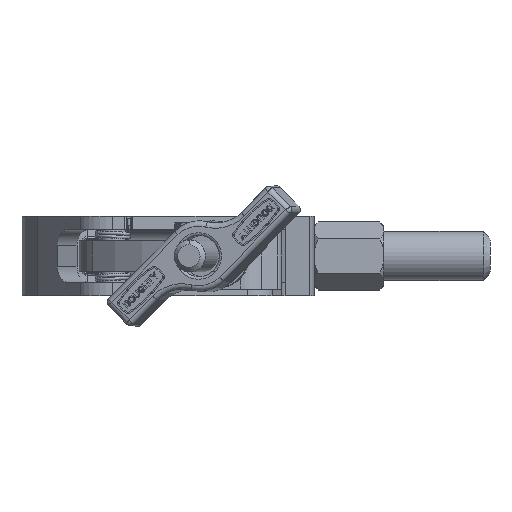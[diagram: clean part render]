
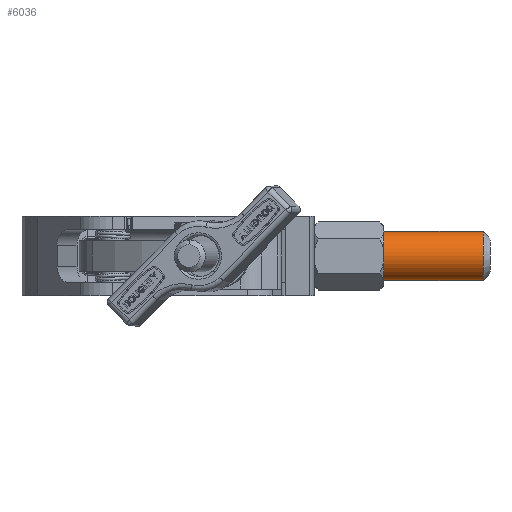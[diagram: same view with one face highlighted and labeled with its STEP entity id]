
A CAD part, left-side view. The second image highlights one B-rep face of the part: STEP entity #6036.
In plain terms, the highlighted cylindrical face has radius 9.25 mm (diameter 18.5 mm), a partial arc.
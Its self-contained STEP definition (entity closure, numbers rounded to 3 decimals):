
#1258 = DIRECTION ( 'NONE',  ( 1., 0., 0. ) ) ;
#2943 = VERTEX_POINT ( 'NONE', #29007 ) ;
#3540 = LINE ( 'NONE', #8527, #29746 ) ;
#4989 = CARTESIAN_POINT ( 'NONE',  ( 0., 0., 66. ) ) ;
#5458 = DIRECTION ( 'NONE',  ( 0., 0., -1. ) ) ;
#5893 = CARTESIAN_POINT ( 'NONE',  ( 9.25, 0., 63.5 ) ) ;
#5930 = DIRECTION ( 'NONE',  ( 1., 0., 0. ) ) ;
#6036 = ADVANCED_FACE ( 'NONE', ( #24022 ), #26376, .T. ) ;
#6060 = EDGE_CURVE ( 'NONE', #2943, #19065, #28195, .T. ) ;
#6499 = VERTEX_POINT ( 'NONE', #5893 ) ;
#6652 = ORIENTED_EDGE ( 'NONE', *, *, #7676, .F. ) ;
#7676 = EDGE_CURVE ( 'NONE', #19334, #19065, #3540, .T. ) ;
#8463 = EDGE_LOOP ( 'NONE', ( #21465, #12255, #21067, #6652 ) ) ;
#8527 = CARTESIAN_POINT ( 'NONE',  ( -9.25, 0., 66. ) ) ;
#8909 = CIRCLE ( 'NONE', #14357, 9.25 ) ;
#8964 = CARTESIAN_POINT ( 'NONE',  ( -9.25, 0., 26. ) ) ;
#10756 = CARTESIAN_POINT ( 'NONE',  ( 0., 0., 26. ) ) ;
#11000 = CARTESIAN_POINT ( 'NONE',  ( 9.25, 0., 66. ) ) ;
#11250 = AXIS2_PLACEMENT_3D ( 'NONE', #10756, #27776, #1258 ) ;
#12255 = ORIENTED_EDGE ( 'NONE', *, *, #15144, .T. ) ;
#14357 = AXIS2_PLACEMENT_3D ( 'NONE', #27307, #24957, #5930 ) ;
#14476 = DIRECTION ( 'NONE',  ( -1., 0., 0. ) ) ;
#15144 = EDGE_CURVE ( 'NONE', #6499, #2943, #27724, .T. ) ;
#16221 = CARTESIAN_POINT ( 'NONE',  ( -9.25, 0., 63.5 ) ) ;
#19065 = VERTEX_POINT ( 'NONE', #8964 ) ;
#19334 = VERTEX_POINT ( 'NONE', #16221 ) ;
#20516 = DIRECTION ( 'NONE',  ( 0., 0., -1. ) ) ;
#21067 = ORIENTED_EDGE ( 'NONE', *, *, #6060, .T. ) ;
#21465 = ORIENTED_EDGE ( 'NONE', *, *, #30337, .T. ) ;
#22563 = DIRECTION ( 'NONE',  ( 0., 0., -1. ) ) ;
#24022 = FACE_OUTER_BOUND ( 'NONE', #8463, .T. ) ;
#24957 = DIRECTION ( 'NONE',  ( 0., 0., -1. ) ) ;
#26376 = CYLINDRICAL_SURFACE ( 'NONE', #30198, 9.25 ) ;
#27307 = CARTESIAN_POINT ( 'NONE',  ( 0., 0., 63.5 ) ) ;
#27724 = LINE ( 'NONE', #11000, #28976 ) ;
#27776 = DIRECTION ( 'NONE',  ( 0., 0., 1. ) ) ;
#28195 = CIRCLE ( 'NONE', #11250, 9.25 ) ;
#28976 = VECTOR ( 'NONE', #20516, 1000. ) ;
#29007 = CARTESIAN_POINT ( 'NONE',  ( 9.25, 0., 26. ) ) ;
#29746 = VECTOR ( 'NONE', #22563, 1000. ) ;
#30198 = AXIS2_PLACEMENT_3D ( 'NONE', #4989, #5458, #14476 ) ;
#30337 = EDGE_CURVE ( 'NONE', #19334, #6499, #8909, .T. ) ;
